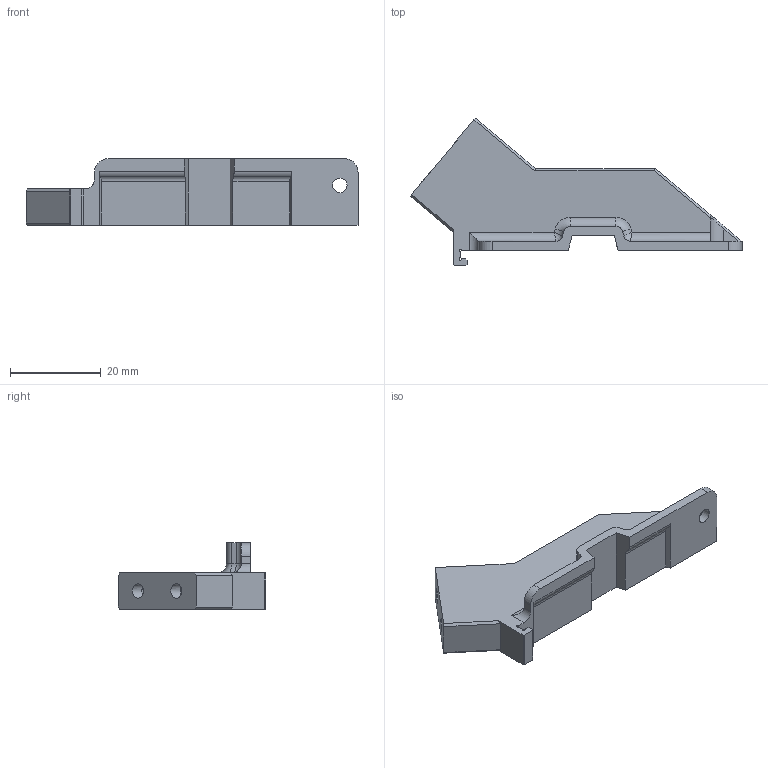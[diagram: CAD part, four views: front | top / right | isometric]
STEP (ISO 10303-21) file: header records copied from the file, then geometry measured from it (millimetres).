
FILE_DESCRIPTION(/* description */ (''),/* implementation_level */ '2;1');
FILE_NAME(/* name */ 'xlcd-support-right-R2.stp',/* time_stamp */ '2023-07-10T12:30:58+02:00',/* author */ ('Eliáš Knor'),/* organization */ (''),/* preprocessor_version */ 'ST-DEVELOPER v19',/* originating_system */ 'Autodesk Inventor 2023',/* authorisation */ '');
FILE_SCHEMA (('AUTOMOTIVE_DESIGN { 1 0 10303 214 3 1 1 }'));
Length unit declared in the file: millimetre
Products named in the file (1): xlcd_support_right_E2
Bounding box: 73.06 x 32.5 x 14.65 mm (x, y, z)
Volume: 9508.2 mm3; surface area: 4956.6 mm2
Topology: 1 solids, 1 shells, 128 faces, 354 edges, 229 vertices
Faces by surface type: plane 74, cylinder 32, bspline 20, torus 2
Full cylindrical faces by diameter (mm): 3.2 x5
Entity records: 4376 total; most frequent: CARTESIAN_POINT 1161, ORIENTED_EDGE 704, DIRECTION 584, EDGE_CURVE 352, LINE 246, VECTOR 246, VERTEX_POINT 229, AXIS2_PLACEMENT_3D 169
